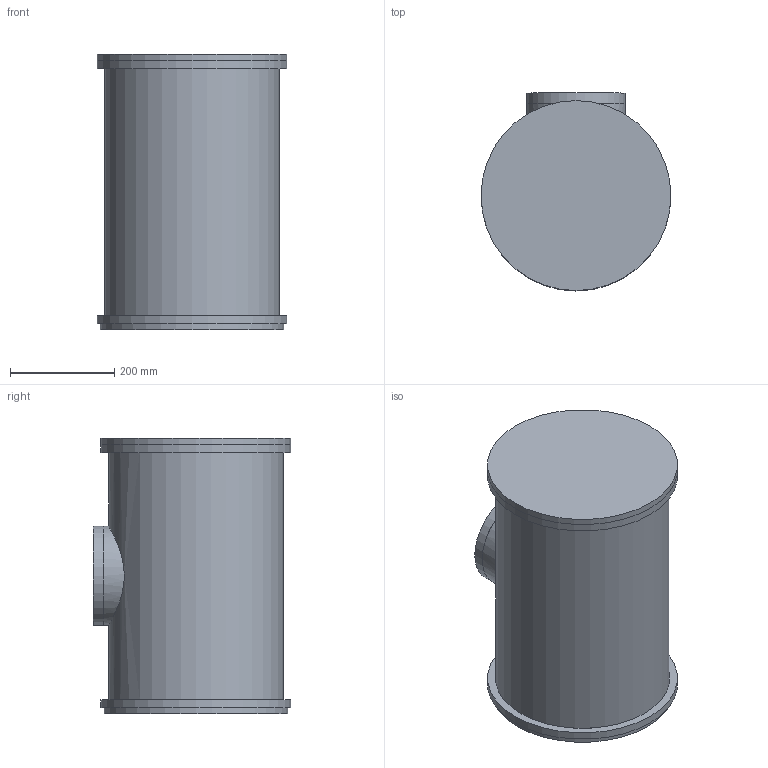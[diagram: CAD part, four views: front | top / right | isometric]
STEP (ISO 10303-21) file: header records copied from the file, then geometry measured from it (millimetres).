
FILE_DESCRIPTION(('FreeCAD Model'),'2;1');
FILE_NAME('output/entireChamber.step','2016-02-29T13:34:55',('FreeCAD'), ('FreeCAD'),'Open CASCADE STEP processor 6.9','FreeCAD','Unknown');
FILE_SCHEMA(('AUTOMOTIVE_DESIGN { 1 0 10303 214 1 1 1 1 }'));
Length unit declared in the file: millimetre
Products named in the file (24): Open CASCADE STEP translator 6.9 24; Open CASCADE STEP translator 6.9 24.1; Open CASCADE STEP translator 6.9 24.2; Open CASCADE STEP translator 6.9 24.3; Open CASCADE STEP translator 6.9 24.4; Open CASCADE STEP translator 6.9 24.5; Open CASCADE STEP translator 6.9 24.6; Open CASCADE STEP translator 6.9 24.7; Open CASCADE STEP translator 6.9 24.8; Open CASCADE STEP translator 6.9 24.9; Open CASCADE STEP translator 6.9 24.10; Open CASCADE STEP translator 6.9 24.11; Open CASCADE STEP translator 6.9 24.12; Open CASCADE STEP translator 6.9 24.13; Open CASCADE STEP translator 6.9 24.14; Open CASCADE STEP translator 6.9 24.15; Open CASCADE STEP translator 6.9 24.16; Open CASCADE STEP translator 6.9 24.17; Open CASCADE STEP translator 6.9 24.18; Open CASCADE STEP translator 6.9 24.19; Open CASCADE STEP translator 6.9 24.20; Open CASCADE STEP translator 6.9 24.21; Open CASCADE STEP translator 6.9 24.22; Open CASCADE STEP translator 6.9 24.23
Assembly tree (23 placements, depth 2):
  Open CASCADE STEP translator 6.9 24
    Open CASCADE STEP translator 6.9 24.1
    Open CASCADE STEP translator 6.9 24.2
    Open CASCADE STEP translator 6.9 24.3
    Open CASCADE STEP translator 6.9 24.4
    Open CASCADE STEP translator 6.9 24.5
    Open CASCADE STEP translator 6.9 24.6
    Open CASCADE STEP translator 6.9 24.7
    Open CASCADE STEP translator 6.9 24.8
    Open CASCADE STEP translator 6.9 24.9
    Open CASCADE STEP translator 6.9 24.10
    Open CASCADE STEP translator 6.9 24.11
    Open CASCADE STEP translator 6.9 24.12
    Open CASCADE STEP translator 6.9 24.13
    Open CASCADE STEP translator 6.9 24.14
    Open CASCADE STEP translator 6.9 24.15
    Open CASCADE STEP translator 6.9 24.16
    Open CASCADE STEP translator 6.9 24.17
    Open CASCADE STEP translator 6.9 24.18
    Open CASCADE STEP translator 6.9 24.19
    Open CASCADE STEP translator 6.9 24.20
    Open CASCADE STEP translator 6.9 24.21
    Open CASCADE STEP translator 6.9 24.22
    Open CASCADE STEP translator 6.9 24.23
Bounding box: 365 x 380 x 528.4 mm (x, y, z)
Volume: 5617367.7 mm3; surface area: 1941486.2 mm2
Topology: 22 solids, 23 shells, 768 faces, 1975 edges, 1311 vertices
Faces by surface type: cylinder 395, plane 343, bspline 16, cone 10, torus 4
Full cylindrical faces by diameter (mm): 1.75 x16, 2.2 x8, 3 x2, 3.2 x46, 14.4 x2, 17.5 x2, 106.5 x1, 186.5 x1, 190.5 x2, 194 x2, 300 x1, 315 x2, 331 x1, 335 x1, 352.8 x1, 365 x3
Entity records: 65567 total; most frequent: CARTESIAN_POINT 25474, DIRECTION 7614, LINE 4159, VECTOR 4159, ORIENTED_EDGE 3946, PCURVE 3946, DEFINITIONAL_REPRESENTATION 3946, EDGE_CURVE 1975
